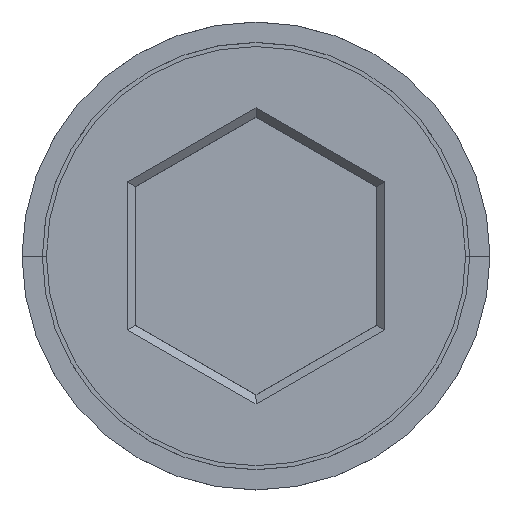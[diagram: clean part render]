
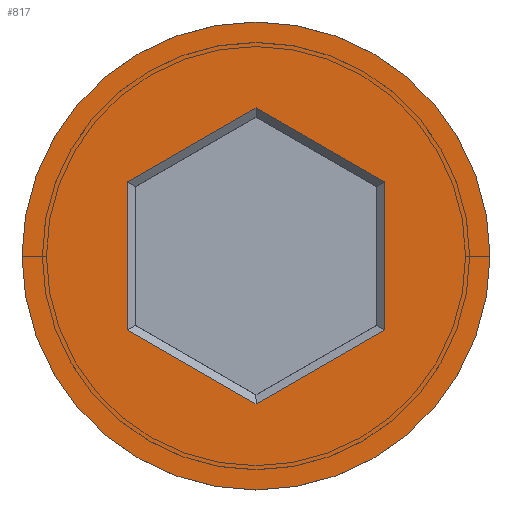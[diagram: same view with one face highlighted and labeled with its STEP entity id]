
A CAD part, top view. The second image highlights one B-rep face of the part: STEP entity #817.
In plain terms, the highlighted planar face has unit normal (0, 0, 1).
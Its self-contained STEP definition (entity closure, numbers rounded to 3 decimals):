
#10 = CARTESIAN_POINT ( 'NONE',  ( 3.15, 1.819, 0. ) ) ;
#16 = DIRECTION ( 'NONE',  ( -0.866, -0.5, 0. ) ) ;
#20 = VECTOR ( 'NONE', #231, 1000. ) ;
#141 = EDGE_LOOP ( 'NONE', ( #918, #431 ) ) ;
#173 = VERTEX_POINT ( 'NONE', #10 ) ;
#176 = DIRECTION ( 'NONE',  ( 0.866, 0.5, 0. ) ) ;
#189 = CARTESIAN_POINT ( 'NONE',  ( -3.15, 1.703, 0. ) ) ;
#194 = DIRECTION ( 'NONE',  ( 1., 0., 0. ) ) ;
#201 = CARTESIAN_POINT ( 'NONE',  ( 0., 0., 0. ) ) ;
#227 = ORIENTED_EDGE ( 'NONE', *, *, #386, .T. ) ;
#231 = DIRECTION ( 'NONE',  ( 0.866, -0.5, 0. ) ) ;
#248 = VERTEX_POINT ( 'NONE', #560 ) ;
#273 = LINE ( 'NONE', #646, #1316 ) ;
#311 = AXIS2_PLACEMENT_3D ( 'NONE', #359, #859, #735 ) ;
#337 = EDGE_CURVE ( 'NONE', #400, #884, #1554, .T. ) ;
#341 = ORIENTED_EDGE ( 'NONE', *, *, #337, .T. ) ;
#359 = CARTESIAN_POINT ( 'NONE',  ( 0., 0., 0. ) ) ;
#367 = CARTESIAN_POINT ( 'NONE',  ( 5.75, 0., 0. ) ) ;
#386 = EDGE_CURVE ( 'NONE', #1330, #173, #852, .T. ) ;
#400 = VERTEX_POINT ( 'NONE', #1222 ) ;
#408 = DIRECTION ( 'NONE',  ( 0., -1., 0. ) ) ;
#417 = AXIS2_PLACEMENT_3D ( 'NONE', #201, #1209, #194 ) ;
#424 = LINE ( 'NONE', #684, #546 ) ;
#431 = ORIENTED_EDGE ( 'NONE', *, *, #1238, .T. ) ;
#467 = CARTESIAN_POINT ( 'NONE',  ( -3.15, -1.819, 0. ) ) ;
#546 = VECTOR ( 'NONE', #408, 1000. ) ;
#554 = CARTESIAN_POINT ( 'NONE',  ( -3.05, -1.876, 0. ) ) ;
#559 = LINE ( 'NONE', #669, #1572 ) ;
#560 = CARTESIAN_POINT ( 'NONE',  ( -5.75, 0., 0. ) ) ;
#588 = ORIENTED_EDGE ( 'NONE', *, *, #757, .T. ) ;
#599 = CARTESIAN_POINT ( 'NONE',  ( 3.05, 1.876, 0. ) ) ;
#623 = VECTOR ( 'NONE', #800, 1000. ) ;
#644 = EDGE_CURVE ( 'NONE', #871, #400, #273, .T. ) ;
#646 = CARTESIAN_POINT ( 'NONE',  ( 0.1, -3.58, 0. ) ) ;
#669 = CARTESIAN_POINT ( 'NONE',  ( -0.1, 3.58, 0. ) ) ;
#684 = CARTESIAN_POINT ( 'NONE',  ( 3.15, -1.703, 0. ) ) ;
#726 = FACE_OUTER_BOUND ( 'NONE', #141, .T. ) ;
#730 = AXIS2_PLACEMENT_3D ( 'NONE', #1290, #1147, #792 ) ;
#735 = DIRECTION ( 'NONE',  ( 1., 0., 0. ) ) ;
#751 = CARTESIAN_POINT ( 'NONE',  ( -3.15, 1.819, 0. ) ) ;
#757 = EDGE_CURVE ( 'NONE', #1005, #1330, #559, .T. ) ;
#760 = ORIENTED_EDGE ( 'NONE', *, *, #644, .T. ) ;
#778 = VECTOR ( 'NONE', #803, 1000. ) ;
#792 = DIRECTION ( 'NONE',  ( 1., 0., 0. ) ) ;
#800 = DIRECTION ( 'NONE',  ( 0., 1., 0. ) ) ;
#803 = DIRECTION ( 'NONE',  ( -0.866, 0.5, 0. ) ) ;
#817 = ADVANCED_FACE ( 'NONE', ( #1198, #726 ), #1221, .T. ) ;
#837 = CIRCLE ( 'NONE', #730, 5.75 ) ;
#852 = LINE ( 'NONE', #599, #20 ) ;
#859 = DIRECTION ( 'NONE',  ( 0., 0., 1. ) ) ;
#871 = VERTEX_POINT ( 'NONE', #1082 ) ;
#884 = VERTEX_POINT ( 'NONE', #467 ) ;
#918 = ORIENTED_EDGE ( 'NONE', *, *, #1581, .T. ) ;
#938 = CIRCLE ( 'NONE', #417, 5.75 ) ;
#1005 = VERTEX_POINT ( 'NONE', #751 ) ;
#1082 = CARTESIAN_POINT ( 'NONE',  ( 3.15, -1.819, 0. ) ) ;
#1098 = ORIENTED_EDGE ( 'NONE', *, *, #1143, .T. ) ;
#1138 = EDGE_CURVE ( 'NONE', #884, #1005, #1402, .T. ) ;
#1143 = EDGE_CURVE ( 'NONE', #173, #871, #424, .T. ) ;
#1147 = DIRECTION ( 'NONE',  ( 0., 0., 1. ) ) ;
#1198 = FACE_BOUND ( 'NONE', #1567, .T. ) ;
#1209 = DIRECTION ( 'NONE',  ( 0., 0., 1. ) ) ;
#1221 = PLANE ( 'NONE',  #311 ) ;
#1222 = CARTESIAN_POINT ( 'NONE',  ( 0., -3.637, 0. ) ) ;
#1238 = EDGE_CURVE ( 'NONE', #248, #1455, #938, .T. ) ;
#1290 = CARTESIAN_POINT ( 'NONE',  ( 0., 0., 0. ) ) ;
#1301 = ORIENTED_EDGE ( 'NONE', *, *, #1138, .T. ) ;
#1316 = VECTOR ( 'NONE', #16, 1000. ) ;
#1330 = VERTEX_POINT ( 'NONE', #1431 ) ;
#1402 = LINE ( 'NONE', #189, #623 ) ;
#1431 = CARTESIAN_POINT ( 'NONE',  ( 0., 3.637, 0. ) ) ;
#1455 = VERTEX_POINT ( 'NONE', #367 ) ;
#1554 = LINE ( 'NONE', #554, #778 ) ;
#1567 = EDGE_LOOP ( 'NONE', ( #341, #1301, #588, #227, #1098, #760 ) ) ;
#1572 = VECTOR ( 'NONE', #176, 1000. ) ;
#1581 = EDGE_CURVE ( 'NONE', #1455, #248, #837, .T. ) ;
